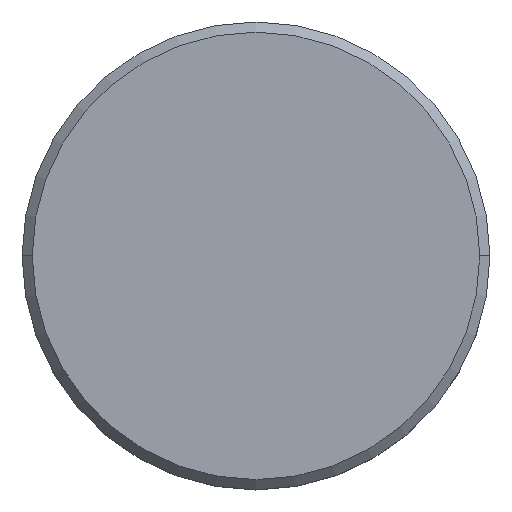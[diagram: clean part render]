
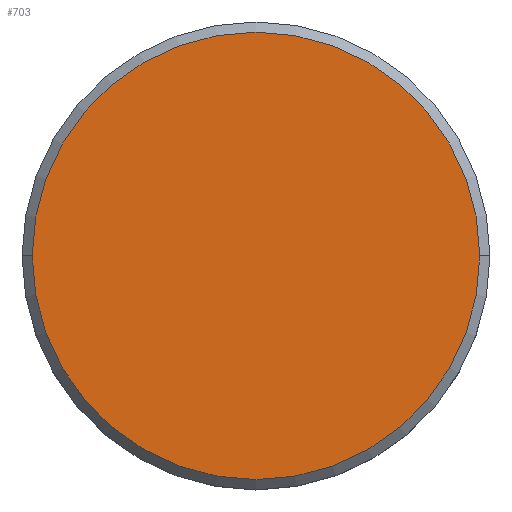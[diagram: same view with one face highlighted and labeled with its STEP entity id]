
A CAD part, top view. The second image highlights one B-rep face of the part: STEP entity #703.
In plain terms, the highlighted planar face has unit normal (0, 0, 1).
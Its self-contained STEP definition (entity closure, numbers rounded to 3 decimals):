
#71 = ORIENTED_EDGE ( 'NONE', *, *, #890, .T. ) ;
#91 = DIRECTION ( 'NONE',  ( 1., 0., 0. ) ) ;
#147 = CARTESIAN_POINT ( 'NONE',  ( 11., 0., 0. ) ) ;
#160 = EDGE_CURVE ( 'NONE', #969, #416, #539, .T. ) ;
#179 = PLANE ( 'NONE',  #458 ) ;
#306 = CARTESIAN_POINT ( 'NONE',  ( 0., 0., 0. ) ) ;
#319 = CARTESIAN_POINT ( 'NONE',  ( -11., 0., 0. ) ) ;
#378 = CARTESIAN_POINT ( 'NONE',  ( 0., 0., 0. ) ) ;
#416 = VERTEX_POINT ( 'NONE', #319 ) ;
#435 = EDGE_LOOP ( 'NONE', ( #71, #995 ) ) ;
#458 = AXIS2_PLACEMENT_3D ( 'NONE', #1131, #618, #91 ) ;
#524 = AXIS2_PLACEMENT_3D ( 'NONE', #306, #651, #648 ) ;
#539 = CIRCLE ( 'NONE', #524, 11. ) ;
#618 = DIRECTION ( 'NONE',  ( 0., 0., 1. ) ) ;
#648 = DIRECTION ( 'NONE',  ( 1., 0., 0. ) ) ;
#651 = DIRECTION ( 'NONE',  ( 0., 0., 1. ) ) ;
#690 = CIRCLE ( 'NONE', #1079, 11. ) ;
#703 = ADVANCED_FACE ( 'NONE', ( #967 ), #179, .T. ) ;
#734 = DIRECTION ( 'NONE',  ( 0., 0., 1. ) ) ;
#890 = EDGE_CURVE ( 'NONE', #416, #969, #690, .T. ) ;
#967 = FACE_OUTER_BOUND ( 'NONE', #435, .T. ) ;
#969 = VERTEX_POINT ( 'NONE', #147 ) ;
#995 = ORIENTED_EDGE ( 'NONE', *, *, #160, .T. ) ;
#1010 = DIRECTION ( 'NONE',  ( 1., 0., 0. ) ) ;
#1079 = AXIS2_PLACEMENT_3D ( 'NONE', #378, #734, #1010 ) ;
#1131 = CARTESIAN_POINT ( 'NONE',  ( 0., 0., 0. ) ) ;
